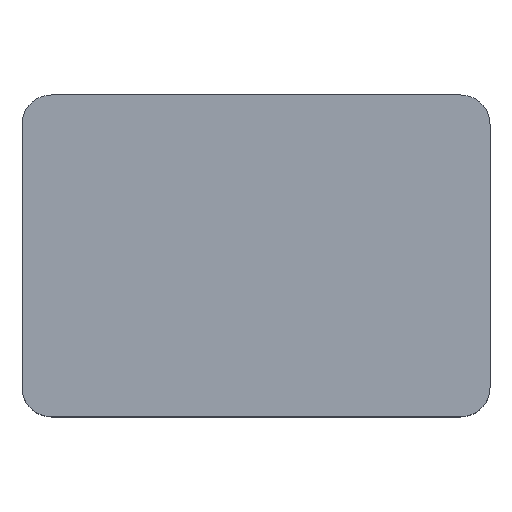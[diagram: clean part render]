
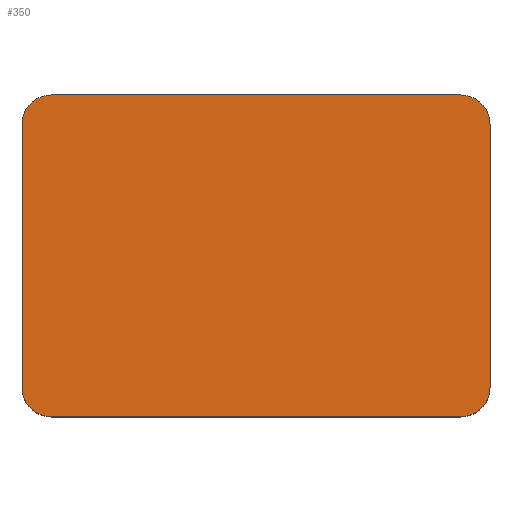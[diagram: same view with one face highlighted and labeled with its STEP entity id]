
A CAD part, top view. The second image highlights one B-rep face of the part: STEP entity #350.
In plain terms, the highlighted planar face has unit normal (0, 0, 1).
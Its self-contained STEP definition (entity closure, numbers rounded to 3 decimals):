
#28=CIRCLE('',#386,4.);
#29=CIRCLE('',#387,4.);
#30=CIRCLE('',#388,4.);
#31=CIRCLE('',#389,4.);
#96=ORIENTED_EDGE('',*,*,#161,.T.);
#97=ORIENTED_EDGE('',*,*,#172,.T.);
#98=ORIENTED_EDGE('',*,*,#155,.T.);
#99=ORIENTED_EDGE('',*,*,#173,.T.);
#100=ORIENTED_EDGE('',*,*,#153,.T.);
#101=ORIENTED_EDGE('',*,*,#174,.T.);
#102=ORIENTED_EDGE('',*,*,#149,.T.);
#103=ORIENTED_EDGE('',*,*,#175,.T.);
#149=EDGE_CURVE('',#193,#192,#229,.T.);
#153=EDGE_CURVE('',#197,#196,#233,.T.);
#155=EDGE_CURVE('',#198,#199,#235,.T.);
#161=EDGE_CURVE('',#205,#204,#241,.T.);
#172=EDGE_CURVE('',#204,#198,#28,.T.);
#173=EDGE_CURVE('',#199,#197,#29,.T.);
#174=EDGE_CURVE('',#196,#193,#30,.T.);
#175=EDGE_CURVE('',#192,#205,#31,.T.);
#192=VERTEX_POINT('',#534);
#193=VERTEX_POINT('',#536);
#196=VERTEX_POINT('',#543);
#197=VERTEX_POINT('',#545);
#198=VERTEX_POINT('',#549);
#199=VERTEX_POINT('',#550);
#204=VERTEX_POINT('',#561);
#205=VERTEX_POINT('',#563);
#229=LINE('',#535,#269);
#233=LINE('',#544,#273);
#235=LINE('',#548,#275);
#241=LINE('',#562,#281);
#269=VECTOR('',#432,1000.);
#273=VECTOR('',#438,1000.);
#275=VECTOR('',#442,1000.);
#281=VECTOR('',#450,1000.);
#300=EDGE_LOOP('',(#96,#97,#98,#99,#100,#101,#102,#103));
#318=FACE_BOUND('',#300,.T.);
#336=PLANE('',#385);
#350=ADVANCED_FACE('',(#318),#336,.T.);
#385=AXIS2_PLACEMENT_3D('',#578,#469,#470);
#386=AXIS2_PLACEMENT_3D('',#579,#471,#472);
#387=AXIS2_PLACEMENT_3D('',#580,#473,#474);
#388=AXIS2_PLACEMENT_3D('',#581,#475,#476);
#389=AXIS2_PLACEMENT_3D('',#582,#477,#478);
#432=DIRECTION('',(-1.,0.,0.));
#438=DIRECTION('',(0.,1.,0.));
#442=DIRECTION('',(1.,0.,0.));
#450=DIRECTION('',(0.,-1.,0.));
#469=DIRECTION('',(0.,0.,1.));
#470=DIRECTION('',(1.,0.,0.));
#471=DIRECTION('',(0.,0.,1.));
#472=DIRECTION('',(1.,0.,0.));
#473=DIRECTION('',(0.,0.,1.));
#474=DIRECTION('',(1.,0.,0.));
#475=DIRECTION('',(0.,0.,1.));
#476=DIRECTION('',(1.,0.,0.));
#477=DIRECTION('',(0.,0.,1.));
#478=DIRECTION('',(1.,0.,0.));
#534=CARTESIAN_POINT('',(21.211,55.526,22.));
#535=CARTESIAN_POINT('',(17.211,55.526,22.));
#536=CARTESIAN_POINT('',(77.211,55.526,22.));
#543=CARTESIAN_POINT('',(81.211,51.526,22.));
#544=CARTESIAN_POINT('',(81.211,55.526,22.));
#545=CARTESIAN_POINT('',(81.211,15.526,22.));
#548=CARTESIAN_POINT('',(81.211,11.526,22.));
#549=CARTESIAN_POINT('',(21.211,11.526,22.));
#550=CARTESIAN_POINT('',(77.211,11.526,22.));
#561=CARTESIAN_POINT('',(17.211,15.526,22.));
#562=CARTESIAN_POINT('',(17.211,39.526,22.));
#563=CARTESIAN_POINT('',(17.211,51.526,22.));
#578=CARTESIAN_POINT('',(0.,0.,22.));
#579=CARTESIAN_POINT('',(21.211,15.526,22.));
#580=CARTESIAN_POINT('',(77.211,15.526,22.));
#581=CARTESIAN_POINT('',(77.211,51.526,22.));
#582=CARTESIAN_POINT('',(21.211,51.526,22.));
